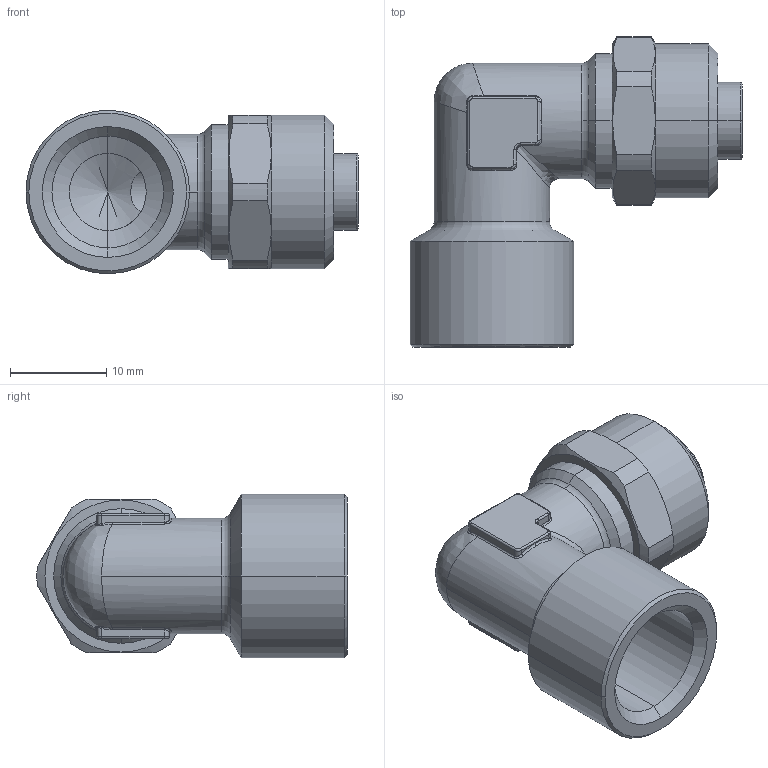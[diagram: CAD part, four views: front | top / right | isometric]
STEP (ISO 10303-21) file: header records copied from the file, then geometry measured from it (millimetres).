
FILE_DESCRIPTION (( 'STEP AP203' ), '1' );
FILE_NAME ('02070052.STEP', '2011-09-28T11:45:06', ( '' ), ( 'sopra-pneumatic' ), 'SwSTEP 2.0', 'SolidWorks 2011', '' );
FILE_SCHEMA (( 'CONFIG_CONTROL_DESIGN' ));
Length unit declared in the file: millimetre
Products named in the file (1): 02070052
Bounding box: 34.5 x 32.24 x 17 mm (x, y, z)
Volume: 5142.8 mm3; surface area: 3977.1 mm2
Topology: 1 solids, 1 shells, 157 faces, 365 edges, 211 vertices
Faces by surface type: cylinder 60, cone 26, plane 25, torus 24, bspline 22
Entity records: 5131 total; most frequent: CARTESIAN_POINT 1616, DIRECTION 736, ORIENTED_EDGE 726, EDGE_CURVE 363, AXIS2_PLACEMENT_3D 309, VERTEX_POINT 211, CIRCLE 173, EDGE_LOOP 162
